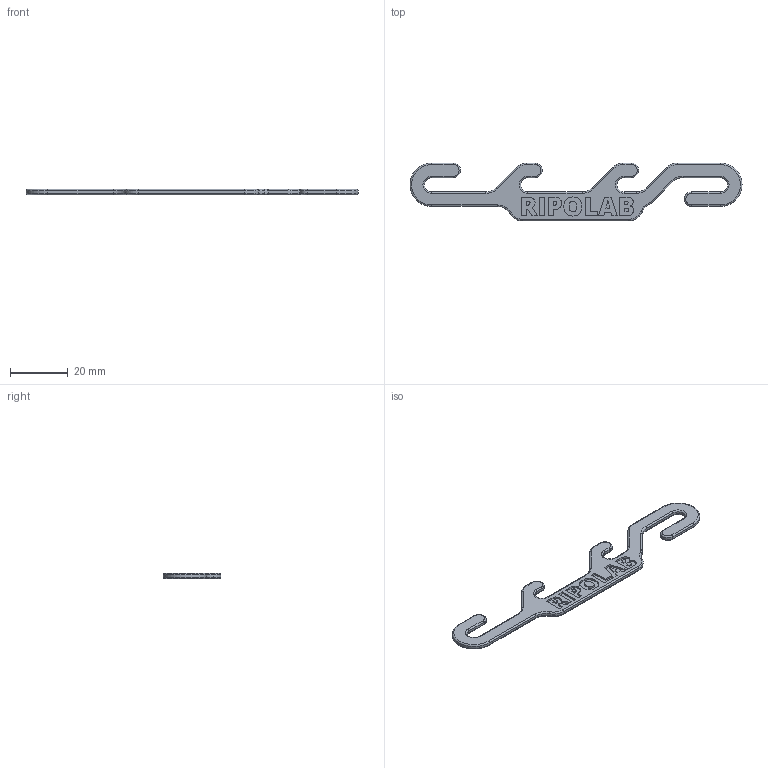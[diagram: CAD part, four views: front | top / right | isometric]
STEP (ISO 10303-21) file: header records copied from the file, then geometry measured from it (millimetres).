
FILE_DESCRIPTION(/* description */ (''),/* implementation_level */ '2;1');
FILE_NAME(/* name */ 'Salvaorejas Ripolab - para adentro v1.step',/* time_stamp */ '2020-04-26T20:24:53+02:00',/* author */ (''),/* organization */ (''),/* preprocessor_version */ 'ST-DEVELOPER v18.1',/* originating_system */ 'Autodesk Translation Framework v9.2.0.1227',/* authorisation */ '');
FILE_SCHEMA (('AUTOMOTIVE_DESIGN { 1 0 10303 214 3 1 1 }'));
Length unit declared in the file: millimetre
Products named in the file (1): Salvaorejas Ripolab - para adentro
Bounding box: 115 x 20 x 1.8 mm (x, y, z)
Volume: 2007.5 mm3; surface area: 2997.8 mm2
Topology: 1 solids, 1 shells, 230 faces, 563 edges, 348 vertices
Faces by surface type: plane 83, cylinder 60, torus 44, bspline 43
Entity records: 7144 total; most frequent: CARTESIAN_POINT 1873, ORIENTED_EDGE 1126, DIRECTION 1023, EDGE_CURVE 563, AXIS2_PLACEMENT_3D 358, VERTEX_POINT 348, LINE 307, VECTOR 307
